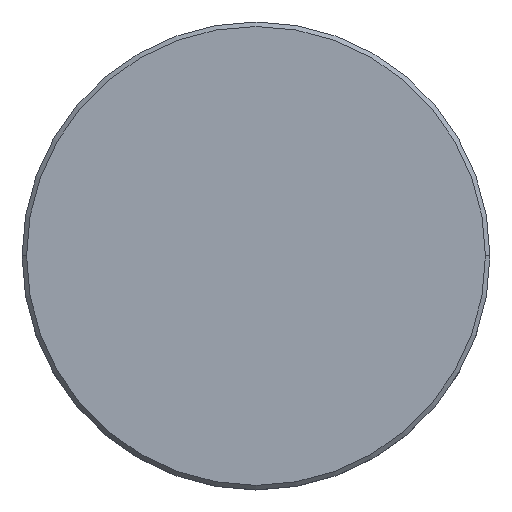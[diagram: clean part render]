
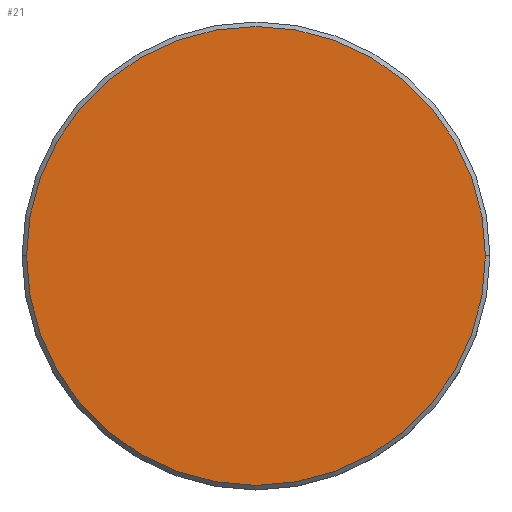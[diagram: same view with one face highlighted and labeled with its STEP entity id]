
A CAD part, top view. The second image highlights one B-rep face of the part: STEP entity #21.
In plain terms, the highlighted planar face has unit normal (0, 0, 1).
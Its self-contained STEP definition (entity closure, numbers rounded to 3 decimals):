
#1 = CARTESIAN_POINT ( 'NONE',  ( 25.5, 0., 0. ) ) ;
#3 = VERTEX_POINT ( 'NONE', #1039 ) ;
#21 = ADVANCED_FACE ( 'NONE', ( #133 ), #113, .T. ) ;
#113 = PLANE ( 'NONE',  #1176 ) ;
#133 = FACE_OUTER_BOUND ( 'NONE', #619, .T. ) ;
#137 = EDGE_CURVE ( 'NONE', #3, #990, #889, .T. ) ;
#186 = AXIS2_PLACEMENT_3D ( 'NONE', #431, #692, #979 ) ;
#188 = AXIS2_PLACEMENT_3D ( 'NONE', #320, #1174, #355 ) ;
#320 = CARTESIAN_POINT ( 'NONE',  ( 0., 0., 0. ) ) ;
#355 = DIRECTION ( 'NONE',  ( 1., 0., 0. ) ) ;
#431 = CARTESIAN_POINT ( 'NONE',  ( 0., 0., 0. ) ) ;
#471 = DIRECTION ( 'NONE',  ( 0., 0., 1. ) ) ;
#489 = DIRECTION ( 'NONE',  ( 1., 0., 0. ) ) ;
#576 = CARTESIAN_POINT ( 'NONE',  ( 0., 0., 0. ) ) ;
#619 = EDGE_LOOP ( 'NONE', ( #844, #1009 ) ) ;
#692 = DIRECTION ( 'NONE',  ( 0., 0., 1. ) ) ;
#844 = ORIENTED_EDGE ( 'NONE', *, *, #137, .T. ) ;
#889 = CIRCLE ( 'NONE', #188, 25.5 ) ;
#898 = EDGE_CURVE ( 'NONE', #990, #3, #1023, .T. ) ;
#979 = DIRECTION ( 'NONE',  ( 1., 0., 0. ) ) ;
#990 = VERTEX_POINT ( 'NONE', #1 ) ;
#1009 = ORIENTED_EDGE ( 'NONE', *, *, #898, .T. ) ;
#1023 = CIRCLE ( 'NONE', #186, 25.5 ) ;
#1039 = CARTESIAN_POINT ( 'NONE',  ( -25.5, 0., 0. ) ) ;
#1174 = DIRECTION ( 'NONE',  ( 0., 0., 1. ) ) ;
#1176 = AXIS2_PLACEMENT_3D ( 'NONE', #576, #471, #489 ) ;
